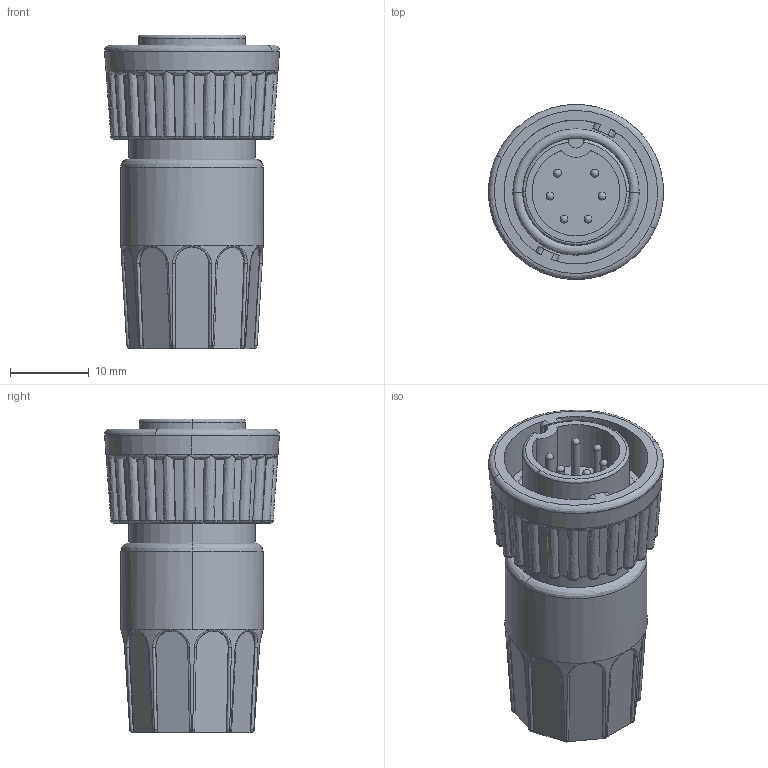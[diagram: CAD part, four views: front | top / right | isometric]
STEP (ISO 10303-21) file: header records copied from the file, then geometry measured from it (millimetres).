
FILE_DESCRIPTION (( 'STEP AP203' ), '1' );
FILE_NAME ('3282-6PG-3DC.STEP', '2012-12-28T15:26:44', ( 'J0FPBF1' ), ( '' ), 'SwSTEP 2.0', 'SolidWorks 2012', '' );
FILE_SCHEMA (( 'CONFIG_CONTROL_DESIGN' ));
Length unit declared in the file: inch
Products named in the file (1): 3282-6PG-3DC
Bounding box: 22.22 x 22.2 x 39.88 mm (x, y, z)
Volume: 8715.5 mm3; surface area: 4402.7 mm2
Topology: 1 solids, 1 shells, 333 faces, 915 edges, 584 vertices
Faces by surface type: bspline 181, plane 71, cylinder 45, cone 36
Entity records: 17048 total; most frequent: CARTESIAN_POINT 10286, ORIENTED_EDGE 1806, EDGE_CURVE 903, DIRECTION 898, VERTEX_POINT 584, B_SPLINE_CURVE_WITH_KNOTS 414, AXIS2_PLACEMENT_3D 372, EDGE_LOOP 345
